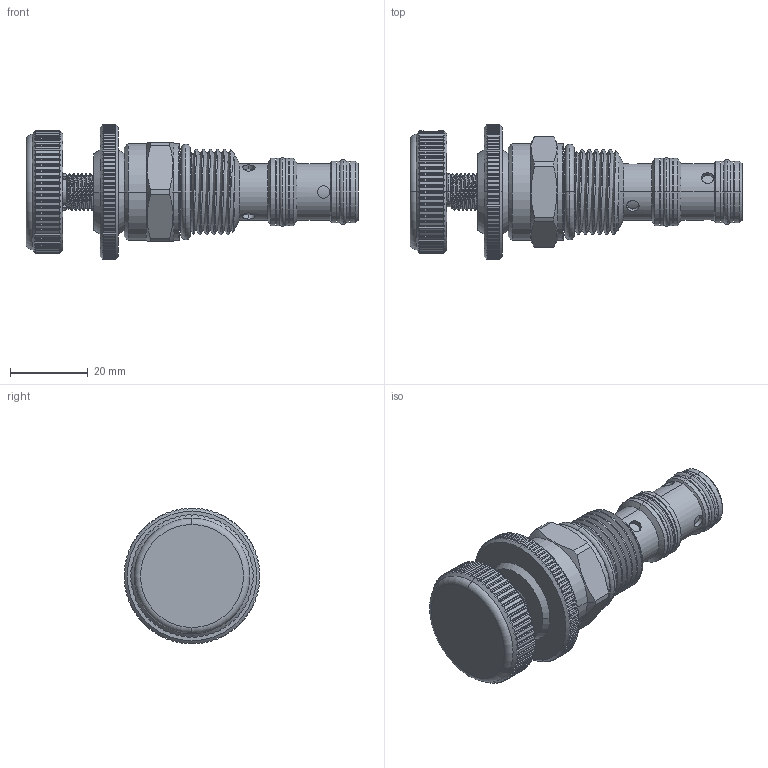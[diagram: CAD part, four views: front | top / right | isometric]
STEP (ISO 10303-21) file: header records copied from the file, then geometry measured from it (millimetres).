
FILE_DESCRIPTION (( 'STEP AP203' ), '1' );
FILE_NAME ('FR10W31-B1.STEP', '2020-03-20T01:48:56', ( '' ), ( '' ), 'SwSTEP 2.0', 'SolidWorks 2018', '' );
FILE_SCHEMA (( 'CONFIG_CONTROL_DESIGN' ));
Products named in the file (1): FR10W31-B1
Bounding box: 85.61 x 35 x 35 mm (x, y, z)
Volume: 30732.5 mm3; surface area: 13179 mm2
Topology: 9 solids, 9 shells, 927 faces, 2617 edges, 1716 vertices
Faces by surface type: plane 450, cylinder 338, cone 64, bspline 53, torus 22
Entity records: 75744 total; most frequent: CARTESIAN_POINT 54078, ORIENTED_EDGE 5218, DIRECTION 3687, EDGE_CURVE 2609, VERTEX_POINT 1716, AXIS2_PLACEMENT_3D 1430, B_SPLINE_CURVE_WITH_KNOTS 985, EDGE_LOOP 957
